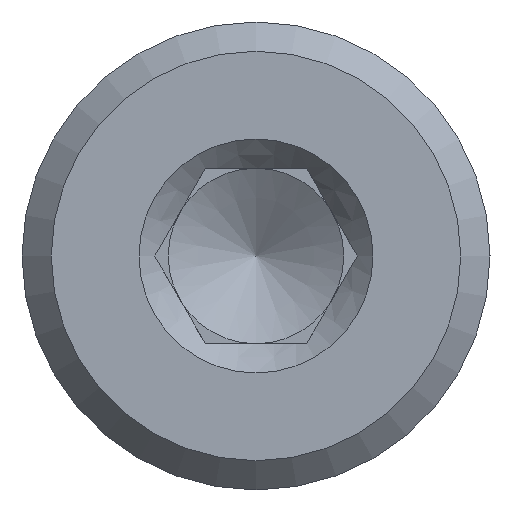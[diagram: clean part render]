
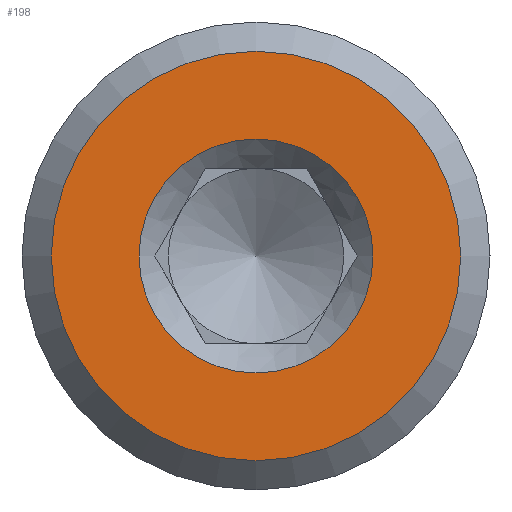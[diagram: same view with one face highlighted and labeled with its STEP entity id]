
A CAD part, left-side view. The second image highlights one B-rep face of the part: STEP entity #198.
In plain terms, the highlighted planar face has unit normal (-1, 0, 0).
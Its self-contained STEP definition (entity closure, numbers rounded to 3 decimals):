
#98 = AXIS2_PLACEMENT_3D ( 'NONE', #521, #396, #512 ) ;
#104 = ORIENTED_EDGE ( 'NONE', *, *, #319, .F. ) ;
#175 = EDGE_CURVE ( 'NONE', #703, #703, #326, .T. ) ;
#184 = CARTESIAN_POINT ( 'NONE',  ( -20.3, 0., -2. ) ) ;
#198 = ADVANCED_FACE ( 'NONE', ( #523, #733 ), #757, .T. ) ;
#226 = AXIS2_PLACEMENT_3D ( 'NONE', #630, #754, #344 ) ;
#254 = EDGE_LOOP ( 'NONE', ( #104 ) ) ;
#319 = EDGE_CURVE ( 'NONE', #430, #430, #626, .T. ) ;
#326 = CIRCLE ( 'NONE', #98, 2. ) ;
#344 = DIRECTION ( 'NONE',  ( 0., 0., 1. ) ) ;
#361 = ORIENTED_EDGE ( 'NONE', *, *, #175, .T. ) ;
#396 = DIRECTION ( 'NONE',  ( 1., 0., 0. ) ) ;
#430 = VERTEX_POINT ( 'NONE', #598 ) ;
#449 = EDGE_LOOP ( 'NONE', ( #361 ) ) ;
#479 = DIRECTION ( 'NONE',  ( 1., 0., 0. ) ) ;
#512 = DIRECTION ( 'NONE',  ( 0., 0., -1. ) ) ;
#521 = CARTESIAN_POINT ( 'NONE',  ( -20.3, 0., 0. ) ) ;
#523 = FACE_BOUND ( 'NONE', #449, .T. ) ;
#537 = DIRECTION ( 'NONE',  ( 0., 0., -1. ) ) ;
#598 = CARTESIAN_POINT ( 'NONE',  ( -20.3, 0., -3.5 ) ) ;
#626 = CIRCLE ( 'NONE', #745, 3.5 ) ;
#630 = CARTESIAN_POINT ( 'NONE',  ( -20.3, 3.5, 0. ) ) ;
#650 = CARTESIAN_POINT ( 'NONE',  ( -20.3, 0., 0. ) ) ;
#703 = VERTEX_POINT ( 'NONE', #184 ) ;
#733 = FACE_OUTER_BOUND ( 'NONE', #254, .T. ) ;
#745 = AXIS2_PLACEMENT_3D ( 'NONE', #650, #479, #537 ) ;
#754 = DIRECTION ( 'NONE',  ( -1., 0., 0. ) ) ;
#757 = PLANE ( 'NONE',  #226 ) ;
